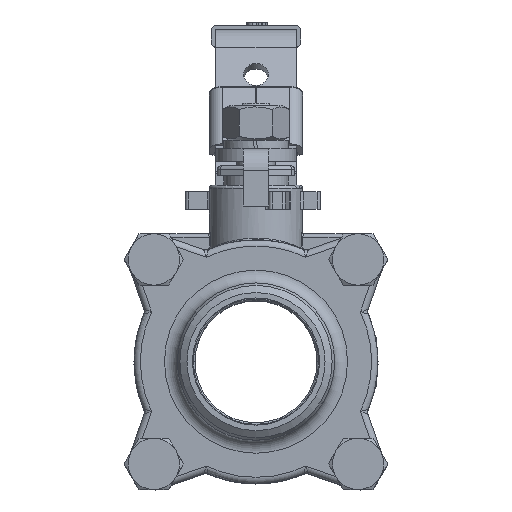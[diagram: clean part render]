
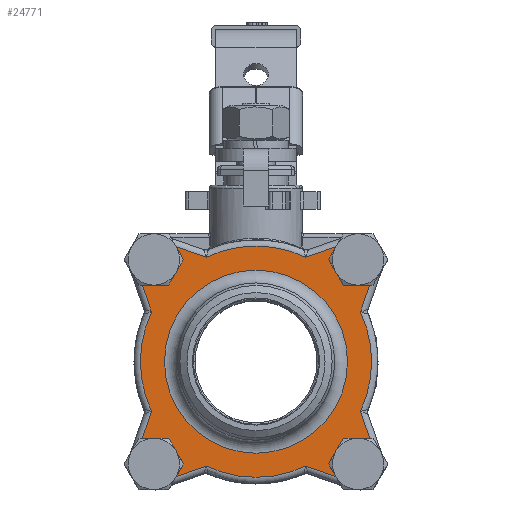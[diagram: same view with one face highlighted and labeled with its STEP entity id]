
A CAD part, top view. The second image highlights one B-rep face of the part: STEP entity #24771.
In plain terms, the highlighted planar face has unit normal (0, 0, 1).
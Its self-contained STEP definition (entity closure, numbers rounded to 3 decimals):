
#1730=PLANE('',#26394);
#2925=LINE('',#39139,#4813);
#2926=LINE('',#39142,#4814);
#2927=LINE('',#39144,#4815);
#2928=LINE('',#39147,#4816);
#2929=LINE('',#39149,#4817);
#2930=LINE('',#39152,#4818);
#2931=LINE('',#39154,#4819);
#2932=LINE('',#39157,#4820);
#4813=VECTOR('',#29768,9.94);
#4814=VECTOR('',#29771,9.94);
#4815=VECTOR('',#29772,9.94);
#4816=VECTOR('',#29775,9.94);
#4817=VECTOR('',#29776,9.94);
#4818=VECTOR('',#29779,9.94);
#4819=VECTOR('',#29780,9.94);
#4820=VECTOR('',#29783,9.94);
#6131=FACE_BOUND('',#8535,.T.);
#7030=FACE_OUTER_BOUND('',#8534,.T.);
#8534=EDGE_LOOP('',(#19046,#19047,#19048,#19049,#19050,#19051,#19052,#19053,
#19054,#19055,#19056,#19057,#19058,#19059,#19060,#19061));
#8535=EDGE_LOOP('',(#19062));
#9425=CIRCLE('',#25723,8.);
#9444=CIRCLE('',#25767,8.);
#9462=CIRCLE('',#25810,8.);
#9479=CIRCLE('',#25852,8.);
#9694=CIRCLE('',#26393,28.5);
#9695=CIRCLE('',#26395,36.);
#9696=CIRCLE('',#26396,36.);
#9697=CIRCLE('',#26397,36.);
#9698=CIRCLE('',#26398,36.);
#10127=VERTEX_POINT('',#32947);
#10128=VERTEX_POINT('',#32948);
#10158=VERTEX_POINT('',#33077);
#10159=VERTEX_POINT('',#33078);
#10189=VERTEX_POINT('',#33207);
#10190=VERTEX_POINT('',#33208);
#10220=VERTEX_POINT('',#33337);
#10221=VERTEX_POINT('',#33338);
#11028=VERTEX_POINT('',#39135);
#11029=VERTEX_POINT('',#39138);
#11030=VERTEX_POINT('',#39140);
#11031=VERTEX_POINT('',#39143);
#11032=VERTEX_POINT('',#39145);
#11033=VERTEX_POINT('',#39148);
#11034=VERTEX_POINT('',#39150);
#11035=VERTEX_POINT('',#39153);
#11036=VERTEX_POINT('',#39155);
#12483=EDGE_CURVE('',#10127,#10128,#9425,.T.);
#12534=EDGE_CURVE('',#10159,#10158,#9444,.T.);
#12584=EDGE_CURVE('',#10190,#10189,#9462,.T.);
#12633=EDGE_CURVE('',#10220,#10221,#9479,.T.);
#13884=EDGE_CURVE('',#11028,#11028,#9694,.T.);
#13885=EDGE_CURVE('',#11029,#10128,#2925,.T.);
#13886=EDGE_CURVE('',#11030,#11029,#9695,.T.);
#13887=EDGE_CURVE('',#10220,#11030,#2926,.T.);
#13888=EDGE_CURVE('',#11031,#10221,#2927,.T.);
#13889=EDGE_CURVE('',#11032,#11031,#9696,.T.);
#13890=EDGE_CURVE('',#10190,#11032,#2928,.T.);
#13891=EDGE_CURVE('',#11033,#10189,#2929,.T.);
#13892=EDGE_CURVE('',#11034,#11033,#9697,.T.);
#13893=EDGE_CURVE('',#10159,#11034,#2930,.T.);
#13894=EDGE_CURVE('',#11035,#10158,#2931,.T.);
#13895=EDGE_CURVE('',#11036,#11035,#9698,.T.);
#13896=EDGE_CURVE('',#10127,#11036,#2932,.T.);
#19046=ORIENTED_EDGE('',*,*,#12483,.T.);
#19047=ORIENTED_EDGE('',*,*,#13885,.F.);
#19048=ORIENTED_EDGE('',*,*,#13886,.F.);
#19049=ORIENTED_EDGE('',*,*,#13887,.F.);
#19050=ORIENTED_EDGE('',*,*,#12633,.T.);
#19051=ORIENTED_EDGE('',*,*,#13888,.F.);
#19052=ORIENTED_EDGE('',*,*,#13889,.F.);
#19053=ORIENTED_EDGE('',*,*,#13890,.F.);
#19054=ORIENTED_EDGE('',*,*,#12584,.T.);
#19055=ORIENTED_EDGE('',*,*,#13891,.F.);
#19056=ORIENTED_EDGE('',*,*,#13892,.F.);
#19057=ORIENTED_EDGE('',*,*,#13893,.F.);
#19058=ORIENTED_EDGE('',*,*,#12534,.T.);
#19059=ORIENTED_EDGE('',*,*,#13894,.F.);
#19060=ORIENTED_EDGE('',*,*,#13895,.F.);
#19061=ORIENTED_EDGE('',*,*,#13896,.F.);
#19062=ORIENTED_EDGE('',*,*,#13884,.F.);
#24771=ADVANCED_FACE('',(#7030,#6131),#1730,.T.);
#25723=AXIS2_PLACEMENT_3D('',#32949,#27666,#27667);
#25767=AXIS2_PLACEMENT_3D('',#33080,#27774,#27775);
#25810=AXIS2_PLACEMENT_3D('',#33210,#27880,#27881);
#25852=AXIS2_PLACEMENT_3D('',#33339,#27984,#27985);
#26393=AXIS2_PLACEMENT_3D('',#39136,#29764,#29765);
#26394=AXIS2_PLACEMENT_3D('',#39137,#29766,#29767);
#26395=AXIS2_PLACEMENT_3D('',#39141,#29769,#29770);
#26396=AXIS2_PLACEMENT_3D('',#39146,#29773,#29774);
#26397=AXIS2_PLACEMENT_3D('',#39151,#29777,#29778);
#26398=AXIS2_PLACEMENT_3D('',#39156,#29781,#29782);
#27666=DIRECTION('center_axis',(0.,0.,-1.));
#27667=DIRECTION('ref_axis',(-1.,0.,0.));
#27774=DIRECTION('center_axis',(0.,0.,-1.));
#27775=DIRECTION('ref_axis',(-1.,0.,0.));
#27880=DIRECTION('center_axis',(0.,0.,-1.));
#27881=DIRECTION('ref_axis',(-1.,0.,0.));
#27984=DIRECTION('center_axis',(0.,0.,-1.));
#27985=DIRECTION('ref_axis',(-1.,0.,0.));
#29764=DIRECTION('center_axis',(0.,0.,1.));
#29765=DIRECTION('ref_axis',(-1.,0.,0.));
#29766=DIRECTION('center_axis',(0.,0.,1.));
#29767=DIRECTION('ref_axis',(1.,0.,0.));
#29768=DIRECTION('',(0.327,-0.945,0.));
#29769=DIRECTION('center_axis',(0.,0.,-1.));
#29770=DIRECTION('ref_axis',(1.,0.,0.));
#29771=DIRECTION('',(-0.327,-0.945,0.));
#29772=DIRECTION('',(0.945,0.327,0.));
#29773=DIRECTION('center_axis',(0.,0.,-1.));
#29774=DIRECTION('ref_axis',(0.,1.,0.));
#29775=DIRECTION('',(0.945,-0.327,0.));
#29776=DIRECTION('',(-0.327,0.945,0.));
#29777=DIRECTION('center_axis',(0.,0.,-1.));
#29778=DIRECTION('ref_axis',(-1.,0.,0.));
#29779=DIRECTION('',(0.327,0.945,0.));
#29780=DIRECTION('',(-0.945,-0.327,0.));
#29781=DIRECTION('center_axis',(0.,0.,-1.));
#29782=DIRECTION('ref_axis',(0.,-1.,0.));
#29783=DIRECTION('',(-0.945,0.327,0.));
#32947=CARTESIAN_POINT('',(24.857,-35.76,34.5));
#32948=CARTESIAN_POINT('',(35.76,-24.857,34.5));
#32949=CARTESIAN_POINT('Origin',(31.82,-31.82,34.5));
#33077=CARTESIAN_POINT('',(-24.857,-35.76,34.5));
#33078=CARTESIAN_POINT('',(-35.76,-24.857,34.5));
#33080=CARTESIAN_POINT('Origin',(-31.82,-31.82,34.5));
#33207=CARTESIAN_POINT('',(-35.76,24.857,34.5));
#33208=CARTESIAN_POINT('',(-24.857,35.76,34.5));
#33210=CARTESIAN_POINT('Origin',(-31.82,31.82,34.5));
#33337=CARTESIAN_POINT('',(35.76,24.857,34.5));
#33338=CARTESIAN_POINT('',(24.857,35.76,34.5));
#33339=CARTESIAN_POINT('Origin',(31.82,31.82,34.5));
#39135=CARTESIAN_POINT('',(28.5,0.,34.5));
#39136=CARTESIAN_POINT('Origin',(0.,0.,34.5));
#39137=CARTESIAN_POINT('Origin',(0.,0.,
34.5));
#39138=CARTESIAN_POINT('',(32.51,-15.464,34.5));
#39139=CARTESIAN_POINT('',(30.873,-10.733,34.5));
#39140=CARTESIAN_POINT('',(32.51,15.464,34.5));
#39141=CARTESIAN_POINT('Origin',(0.,0.,34.5));
#39142=CARTESIAN_POINT('',(28.514,3.916,34.5));
#39143=CARTESIAN_POINT('',(15.464,32.51,34.5));
#39144=CARTESIAN_POINT('',(10.733,30.873,34.5));
#39145=CARTESIAN_POINT('',(-15.464,32.51,34.5));
#39146=CARTESIAN_POINT('Origin',(0.,0.,34.5));
#39147=CARTESIAN_POINT('',(-3.916,28.514,34.5));
#39148=CARTESIAN_POINT('',(-32.51,15.464,34.5));
#39149=CARTESIAN_POINT('',(-30.873,10.733,34.5));
#39150=CARTESIAN_POINT('',(-32.51,-15.464,34.5));
#39151=CARTESIAN_POINT('Origin',(0.,0.,34.5));
#39152=CARTESIAN_POINT('',(-28.514,-3.916,34.5));
#39153=CARTESIAN_POINT('',(-15.464,-32.51,34.5));
#39154=CARTESIAN_POINT('',(-10.733,-30.873,34.5));
#39155=CARTESIAN_POINT('',(15.464,-32.51,34.5));
#39156=CARTESIAN_POINT('Origin',(0.,0.,34.5));
#39157=CARTESIAN_POINT('',(3.916,-28.514,34.5));
